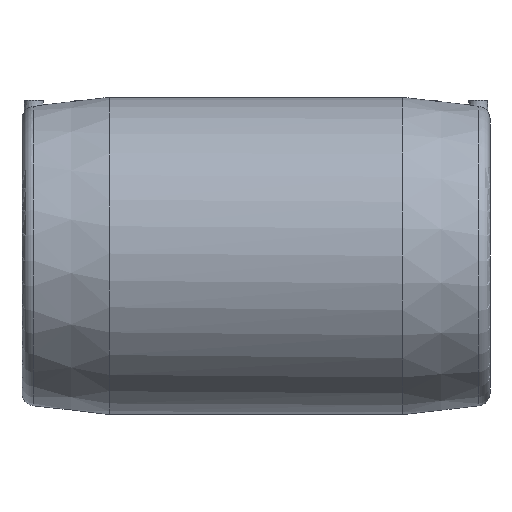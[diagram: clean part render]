
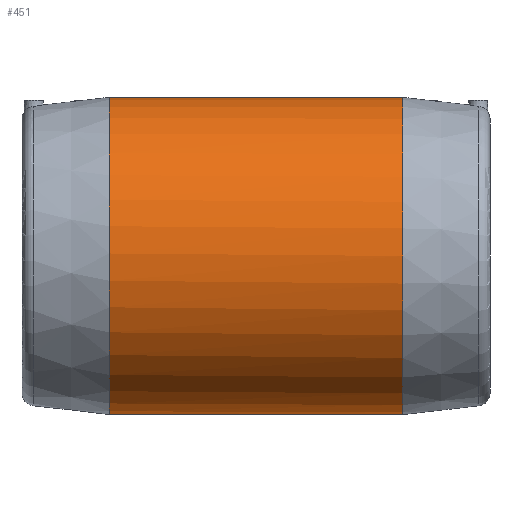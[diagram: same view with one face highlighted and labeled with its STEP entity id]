
A CAD part, front view. The second image highlights one B-rep face of the part: STEP entity #451.
In plain terms, the highlighted cylindrical face has radius 162 mm (diameter 324 mm), a full revolution.
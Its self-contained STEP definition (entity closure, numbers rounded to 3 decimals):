
#51=B_SPLINE_CURVE_WITH_KNOTS('',3,(#885,#886,#887,#888,#889,#890,#891,
#892,#893,#894,#895,#896,#897,#898,#899,#900,#901,#902,#903,#904,#905,#906,
#907,#908,#909,#910,#911,#912,#913,#914,#915,#916,#917,#918,#919,#920,#921,
#922,#923,#924,#925,#926,#927,#928,#929,#930,#931,#932,#933,#934,#935,#936,
#937,#938,#939,#940,#941,#942,#943,#944,#945,#946),.UNSPECIFIED.,.T.,.F.,
(1,1,1,1,1,1,1,1,1,1,1,1,1,1,1,1,1,1,1,1,1,1,1,1,1,1,1,1,1,1,1,1,1,1,1,
1,1,1,1,1,1,1,1,1,1,1,1,1,1,1,1,1,1,1,1,1,1,1,1,1,1,1,1,1,1,1),(-0.022,
-0.015,-0.007,0.,0.007,
0.015,0.022,0.03,0.037,
0.045,0.052,0.06,0.067,
0.075,0.09,0.097,0.105,
0.112,0.12,0.127,0.135,
0.142,0.15,0.165,0.172,
0.18,0.187,0.195,0.202,
0.21,0.217,0.225,0.232,
0.24,0.255,0.262,0.27,
0.277,0.285,0.292,0.3,
0.307,0.315,0.322,0.33,0.345,
0.352,0.36,0.367,0.375,
0.382,0.39,0.397,0.405,
0.42,0.427,0.435,0.442,
0.45,0.457,0.465,0.472,
0.48,0.487,0.495,0.502),
 .UNSPECIFIED.);
#63=CYLINDRICAL_SURFACE('',#517,162.);
#110=ORIENTED_EDGE('',*,*,#189,.T.);
#111=ORIENTED_EDGE('',*,*,#177,.F.);
#112=ORIENTED_EDGE('',*,*,#175,.T.);
#175=EDGE_CURVE('',#221,#221,#260,.T.);
#177=EDGE_CURVE('',#223,#223,#261,.T.);
#189=EDGE_CURVE('',#234,#234,#51,.T.);
#221=VERTEX_POINT('',#758);
#223=VERTEX_POINT('',#773);
#234=VERTEX_POINT('',#947);
#260=CIRCLE('',#504,162.);
#261=CIRCLE('',#506,162.);
#312=EDGE_LOOP('',(#110));
#313=EDGE_LOOP('',(#111));
#314=EDGE_LOOP('',(#112));
#382=FACE_BOUND('',#312,.T.);
#383=FACE_BOUND('',#313,.T.);
#384=FACE_BOUND('',#314,.T.);
#451=ADVANCED_FACE('',(#382,#383,#384),#63,.T.);
#504=AXIS2_PLACEMENT_3D('',#757,#588,#589);
#506=AXIS2_PLACEMENT_3D('',#772,#592,#593);
#517=AXIS2_PLACEMENT_3D('',#884,#616,#617);
#588=DIRECTION('',(-1.,0.,0.));
#589=DIRECTION('',(0.,0.,1.));
#592=DIRECTION('',(-1.,0.,0.));
#593=DIRECTION('',(0.,0.,1.));
#616=DIRECTION('',(-1.,0.,0.));
#617=DIRECTION('',(0.,0.,1.));
#757=CARTESIAN_POINT('',(150.,0.,0.));
#758=CARTESIAN_POINT('',(150.,0.,162.));
#772=CARTESIAN_POINT('',(-150.,0.,0.));
#773=CARTESIAN_POINT('',(-150.,0.,162.));
#884=CARTESIAN_POINT('',(-60.,0.,0.));
#885=CARTESIAN_POINT('',(76.726,161.88,-7.594));
#886=CARTESIAN_POINT('',(77.136,162.06,0.014));
#887=CARTESIAN_POINT('',(76.729,161.881,7.54));
#888=CARTESIAN_POINT('',(75.548,161.369,14.91));
#889=CARTESIAN_POINT('',(73.574,160.526,22.194));
#890=CARTESIAN_POINT('',(70.895,159.412,29.109));
#891=CARTESIAN_POINT('',(67.561,158.072,35.66));
#892=CARTESIAN_POINT('',(63.543,156.529,41.899));
#893=CARTESIAN_POINT('',(58.982,154.876,47.627));
#894=CARTESIAN_POINT('',(53.924,153.167,52.85));
#895=CARTESIAN_POINT('',(48.335,151.437,57.606));
#896=CARTESIAN_POINT('',(40.288,149.207,63.212));
#897=CARTESIAN_POINT('',(31.615,147.245,67.598));
#898=CARTESIAN_POINT('',(22.149,145.709,70.814));
#899=CARTESIAN_POINT('',(14.914,144.859,72.529));
#900=CARTESIAN_POINT('',(7.559,144.332,73.57));
#901=CARTESIAN_POINT('',(0.056,144.147,73.929));
#902=CARTESIAN_POINT('',(-7.509,144.328,73.577));
#903=CARTESIAN_POINT('',(-14.883,144.856,72.535));
#904=CARTESIAN_POINT('',(-22.14,145.708,70.817));
#905=CARTESIAN_POINT('',(-31.6,147.241,67.605));
#906=CARTESIAN_POINT('',(-40.317,149.213,63.199));
#907=CARTESIAN_POINT('',(-48.402,151.457,57.554));
#908=CARTESIAN_POINT('',(-53.943,153.174,52.829));
#909=CARTESIAN_POINT('',(-59.003,154.883,47.606));
#910=CARTESIAN_POINT('',(-63.599,156.55,41.821));
#911=CARTESIAN_POINT('',(-67.573,158.077,35.636));
#912=CARTESIAN_POINT('',(-70.896,159.412,29.107));
#913=CARTESIAN_POINT('',(-73.571,160.525,22.205));
#914=CARTESIAN_POINT('',(-75.547,161.368,14.915));
#915=CARTESIAN_POINT('',(-76.723,161.879,7.572));
#916=CARTESIAN_POINT('',(-77.273,162.12,-2.356));
#917=CARTESIAN_POINT('',(-76.194,161.645,-12.541));
#918=CARTESIAN_POINT('',(-73.603,160.538,-22.091));
#919=CARTESIAN_POINT('',(-70.954,159.436,-28.987));
#920=CARTESIAN_POINT('',(-67.569,158.075,-35.648));
#921=CARTESIAN_POINT('',(-63.595,156.549,-41.821));
#922=CARTESIAN_POINT('',(-59.067,154.905,-47.533));
#923=CARTESIAN_POINT('',(-53.949,153.175,-52.829));
#924=CARTESIAN_POINT('',(-48.369,151.448,-57.577));
#925=CARTESIAN_POINT('',(-42.4,149.791,-61.747));
#926=CARTESIAN_POINT('',(-36.024,148.242,-65.366));
#927=CARTESIAN_POINT('',(-26.945,146.392,-69.432));
#928=CARTESIAN_POINT('',(-17.509,145.049,-72.153));
#929=CARTESIAN_POINT('',(-7.575,144.331,-73.572));
#930=CARTESIAN_POINT('',(-0.03,144.148,-73.927));
#931=CARTESIAN_POINT('',(7.421,144.325,-73.583));
#932=CARTESIAN_POINT('',(14.841,144.851,-72.547));
#933=CARTESIAN_POINT('',(22.176,145.713,-70.805));
#934=CARTESIAN_POINT('',(29.181,146.849,-68.428));
#935=CARTESIAN_POINT('',(35.926,148.22,-65.416));
#936=CARTESIAN_POINT('',(44.536,150.308,-60.54));
#937=CARTESIAN_POINT('',(52.206,152.587,-54.623));
#938=CARTESIAN_POINT('',(59.058,154.902,-47.546));
#939=CARTESIAN_POINT('',(63.598,156.55,-41.817));
#940=CARTESIAN_POINT('',(67.549,158.067,-35.677));
#941=CARTESIAN_POINT('',(70.912,159.418,-29.083));
#942=CARTESIAN_POINT('',(73.607,160.54,-22.09));
#943=CARTESIAN_POINT('',(75.536,161.364,-14.942));
#944=CARTESIAN_POINT('',(76.726,161.88,-7.594));
#945=CARTESIAN_POINT('',(77.136,162.06,0.014));
#946=CARTESIAN_POINT('',(76.729,161.881,7.54));
#947=CARTESIAN_POINT('',(77.,162.,0.));
